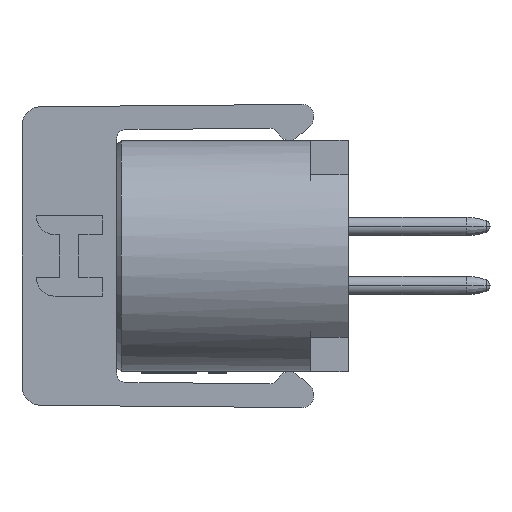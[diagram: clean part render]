
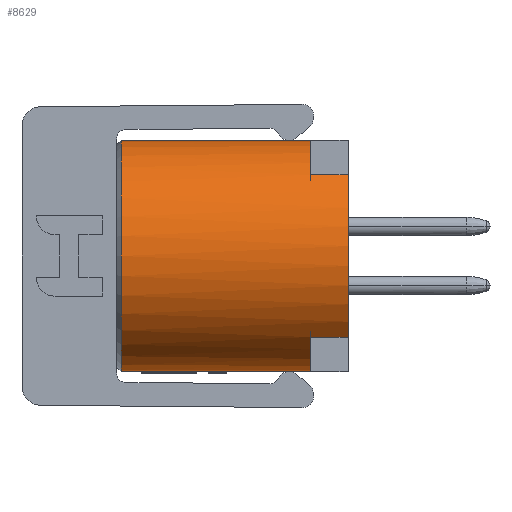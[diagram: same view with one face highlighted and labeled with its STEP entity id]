
A CAD part, left-side view. The second image highlights one B-rep face of the part: STEP entity #8629.
In plain terms, the highlighted cylindrical face has radius 2.45 mm (diameter 4.9 mm), a partial arc.
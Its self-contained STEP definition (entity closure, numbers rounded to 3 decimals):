
#2248=DIRECTION('',(0.,1.,0.));
#2249=VECTOR('',#2248,4.);
#2250=CARTESIAN_POINT('',(-11.4,-1.1,-2.45));
#2251=LINE('',#2250,#2249);
#3353=CARTESIAN_POINT('',(-11.4,-1.9,0.));
#3354=DIRECTION('',(0.,-1.,0.));
#3355=DIRECTION('',(-0.714,0.,0.7));
#3356=AXIS2_PLACEMENT_3D('',#3353,#3354,#3355);
#3404=CARTESIAN_POINT('',(-11.4,2.9,0.));
#3405=DIRECTION('',(0.,1.,0.));
#3406=DIRECTION('',(0.,0.,-1.));
#3407=AXIS2_PLACEMENT_3D('',#3404,#3405,#3406);
#3412=DIRECTION('',(0.,1.,0.));
#3413=VECTOR('',#3412,4.);
#3414=CARTESIAN_POINT('',(-11.4,-1.1,2.45));
#3415=LINE('',#3414,#3413);
#3419=CARTESIAN_POINT('',(-11.4,-1.1,0.));
#3420=DIRECTION('',(0.,-1.,0.));
#3421=DIRECTION('',(0.,0.,1.));
#3422=AXIS2_PLACEMENT_3D('',#3419,#3420,#3421);
#3427=DIRECTION('',(0.,-1.,0.));
#3428=VECTOR('',#3427,0.8);
#3429=CARTESIAN_POINT('',(-13.15,-1.1,1.715));
#3430=LINE('',#3429,#3428);
#3434=DIRECTION('',(0.,-1.,0.));
#3435=VECTOR('',#3434,0.8);
#3436=CARTESIAN_POINT('',(-13.15,-1.1,-1.715));
#3437=LINE('',#3436,#3435);
#3441=CARTESIAN_POINT('',(-11.4,-1.1,0.));
#3442=DIRECTION('',(0.,-1.,0.));
#3443=DIRECTION('',(-0.714,0.,-0.7));
#3444=AXIS2_PLACEMENT_3D('',#3441,#3442,#3443);
#5631=CARTESIAN_POINT('',(-13.15,-1.9,1.715));
#5632=CARTESIAN_POINT('',(-13.15,-1.9,-1.715));
#5633=VERTEX_POINT('',#5631);
#5634=VERTEX_POINT('',#5632);
#5639=CARTESIAN_POINT('',(-11.4,-1.1,2.45));
#5641=VERTEX_POINT('',#5639);
#5652=CARTESIAN_POINT('',(-11.4,-1.1,-2.45));
#5654=VERTEX_POINT('',#5652);
#5659=CARTESIAN_POINT('',(-13.15,-1.1,1.715));
#5660=VERTEX_POINT('',#5659);
#5661=CARTESIAN_POINT('',(-13.15,-1.1,-1.715));
#5662=VERTEX_POINT('',#5661);
#5779=CARTESIAN_POINT('',(-11.4,2.9,-2.45));
#5780=CARTESIAN_POINT('',(-11.4,2.9,2.45));
#5781=VERTEX_POINT('',#5779);
#5782=VERTEX_POINT('',#5780);
#8613=CARTESIAN_POINT('',(-11.4,-1.9,0.));
#8614=DIRECTION('',(0.,-1.,0.));
#8615=DIRECTION('',(1.,0.,0.));
#8616=AXIS2_PLACEMENT_3D('',#8613,#8614,#8615);
#8617=CYLINDRICAL_SURFACE('',#8616,2.45);
#8619=ORIENTED_EDGE('',*,*,#8618,.T.);
#8620=ORIENTED_EDGE('',*,*,#8485,.F.);
#8621=ORIENTED_EDGE('',*,*,#8425,.T.);
#8622=ORIENTED_EDGE('',*,*,#8605,.T.);
#8623=ORIENTED_EDGE('',*,*,#8556,.T.);
#8624=ORIENTED_EDGE('',*,*,#8608,.F.);
#8625=ORIENTED_EDGE('',*,*,#8421,.T.);
#8626=ORIENTED_EDGE('',*,*,#8040,.T.);
#8627=EDGE_LOOP('',(#8619,#8620,#8621,#8622,#8623,#8624,#8625,#8626));
#8628=FACE_OUTER_BOUND('',#8627,.F.);
#8629=ADVANCED_FACE('',(#8628),#8617,.T.);
#3357=CIRCLE('',#3356,2.45);
#3408=CIRCLE('',#3407,2.45);
#3423=CIRCLE('',#3422,2.45);
#3445=CIRCLE('',#3444,2.45);
#8040=EDGE_CURVE('',#5654,#5781,#2251,.T.);
#8421=EDGE_CURVE('',#5662,#5654,#3445,.T.);
#8425=EDGE_CURVE('',#5641,#5660,#3423,.T.);
#8485=EDGE_CURVE('',#5641,#5782,#3415,.T.);
#8556=EDGE_CURVE('',#5633,#5634,#3357,.T.);
#8605=EDGE_CURVE('',#5660,#5633,#3430,.T.);
#8608=EDGE_CURVE('',#5662,#5634,#3437,.T.);
#8618=EDGE_CURVE('',#5781,#5782,#3408,.T.);
